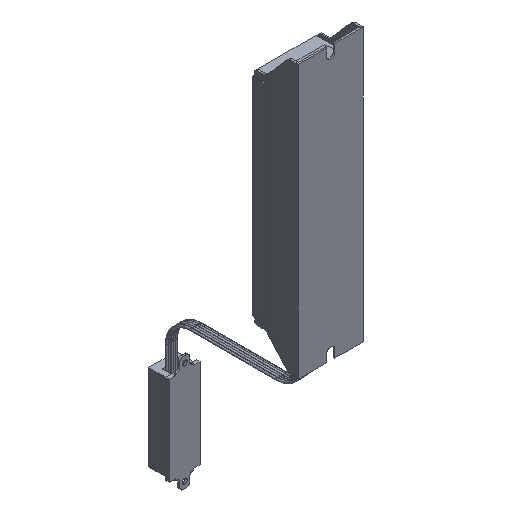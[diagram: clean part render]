
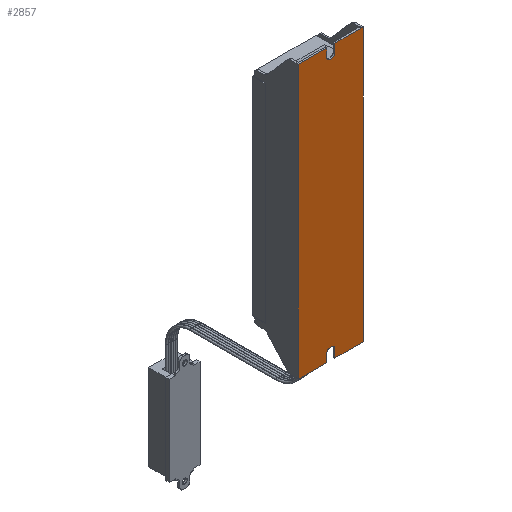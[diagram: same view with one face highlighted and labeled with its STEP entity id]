
A CAD part, isometric view. The second image highlights one B-rep face of the part: STEP entity #2857.
In plain terms, the highlighted planar face has unit normal (0, -1, 0).
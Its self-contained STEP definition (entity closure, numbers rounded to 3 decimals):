
#42 = ORIENTED_EDGE ( 'NONE', *, *, #2975, .T. ) ;
#63 = VERTEX_POINT ( 'NONE', #7767 ) ;
#70 = ORIENTED_EDGE ( 'NONE', *, *, #6963, .F. ) ;
#80 = CARTESIAN_POINT ( 'NONE',  ( 20., 0., 84. ) ) ;
#98 = VERTEX_POINT ( 'NONE', #164 ) ;
#164 = CARTESIAN_POINT ( 'NONE',  ( 20., 0., -84. ) ) ;
#209 = CARTESIAN_POINT ( 'NONE',  ( -2.5, 0., 79. ) ) ;
#246 = CARTESIAN_POINT ( 'NONE',  ( 2.5, 0., 79. ) ) ;
#259 = LINE ( 'NONE', #5757, #3879 ) ;
#267 = DIRECTION ( 'NONE',  ( 0., 1., 0. ) ) ;
#359 = EDGE_CURVE ( 'NONE', #1898, #6857, #8508, .T. ) ;
#545 = VERTEX_POINT ( 'NONE', #2762 ) ;
#642 = EDGE_CURVE ( 'NONE', #6199, #545, #3075, .T. ) ;
#670 = VERTEX_POINT ( 'NONE', #1458 ) ;
#678 = VECTOR ( 'NONE', #7145, 1000. ) ;
#728 = CARTESIAN_POINT ( 'NONE',  ( -20., 0., 84. ) ) ;
#826 = DIRECTION ( 'NONE',  ( 0., 0., 1. ) ) ;
#855 = PLANE ( 'NONE',  #8160 ) ;
#886 = VERTEX_POINT ( 'NONE', #8324 ) ;
#932 = ORIENTED_EDGE ( 'NONE', *, *, #8422, .F. ) ;
#937 = DIRECTION ( 'NONE',  ( -1., 0., 0. ) ) ;
#1038 = CARTESIAN_POINT ( 'NONE',  ( 0.5, 0., 77. ) ) ;
#1075 = CARTESIAN_POINT ( 'NONE',  ( -20., 0., 84. ) ) ;
#1151 = EDGE_CURVE ( 'NONE', #3408, #545, #1364, .T. ) ;
#1161 = DIRECTION ( 'NONE',  ( 0., 1., 0. ) ) ;
#1180 = LINE ( 'NONE', #1075, #2314 ) ;
#1230 = VERTEX_POINT ( 'NONE', #80 ) ;
#1364 = LINE ( 'NONE', #5028, #678 ) ;
#1458 = CARTESIAN_POINT ( 'NONE',  ( 2.5, 0., -79. ) ) ;
#1488 = DIRECTION ( 'NONE',  ( 0., 1., 0. ) ) ;
#1703 = EDGE_CURVE ( 'NONE', #9324, #4211, #4405, .T. ) ;
#1864 = CARTESIAN_POINT ( 'NONE',  ( 0.5, 0., -79. ) ) ;
#1898 = VERTEX_POINT ( 'NONE', #5171 ) ;
#2219 = CARTESIAN_POINT ( 'NONE',  ( 2.5, 0., -84. ) ) ;
#2256 = VECTOR ( 'NONE', #4984, 1000. ) ;
#2314 = VECTOR ( 'NONE', #8971, 1000. ) ;
#2322 = CARTESIAN_POINT ( 'NONE',  ( -0.5, 0., 79. ) ) ;
#2626 = ORIENTED_EDGE ( 'NONE', *, *, #642, .F. ) ;
#2689 = DIRECTION ( 'NONE',  ( 0., 0., -1. ) ) ;
#2762 = CARTESIAN_POINT ( 'NONE',  ( -2.5, 0., 84. ) ) ;
#2788 = ORIENTED_EDGE ( 'NONE', *, *, #6190, .F. ) ;
#2857 = ADVANCED_FACE ( 'NONE', ( #4295 ), #855, .T. ) ;
#2931 = CARTESIAN_POINT ( 'NONE',  ( -20., 0., -84. ) ) ;
#2975 = EDGE_CURVE ( 'NONE', #6857, #5201, #6207, .T. ) ;
#3016 = CARTESIAN_POINT ( 'NONE',  ( 0.5, 0., -77. ) ) ;
#3047 = VECTOR ( 'NONE', #5017, 1000. ) ;
#3067 = DIRECTION ( 'NONE',  ( 0., 0., -1. ) ) ;
#3071 = VERTEX_POINT ( 'NONE', #5231 ) ;
#3075 = LINE ( 'NONE', #728, #3527 ) ;
#3093 = CARTESIAN_POINT ( 'NONE',  ( -20., 0., -84. ) ) ;
#3182 = DIRECTION ( 'NONE',  ( 0., -1., 0. ) ) ;
#3308 = VECTOR ( 'NONE', #8749, 1000. ) ;
#3335 = EDGE_CURVE ( 'NONE', #670, #6180, #5414, .T. ) ;
#3408 = VERTEX_POINT ( 'NONE', #209 ) ;
#3527 = VECTOR ( 'NONE', #4344, 1000. ) ;
#3752 = CIRCLE ( 'NONE', #7422, 2. ) ;
#3847 = ORIENTED_EDGE ( 'NONE', *, *, #7226, .F. ) ;
#3862 = DIRECTION ( 'NONE',  ( 0., 0., 1. ) ) ;
#3879 = VECTOR ( 'NONE', #8624, 1000. ) ;
#3942 = EDGE_LOOP ( 'NONE', ( #4649, #4691, #5526, #9154, #8480, #2626, #4195, #3847, #6452, #4625, #42, #6824, #4329, #2788, #70, #932 ) ) ;
#3964 = AXIS2_PLACEMENT_3D ( 'NONE', #1864, #1161, #4042 ) ;
#3990 = VECTOR ( 'NONE', #937, 1000. ) ;
#4042 = DIRECTION ( 'NONE',  ( 0., 0., -1. ) ) ;
#4065 = EDGE_CURVE ( 'NONE', #63, #3408, #8567, .T. ) ;
#4195 = ORIENTED_EDGE ( 'NONE', *, *, #5234, .F. ) ;
#4211 = VERTEX_POINT ( 'NONE', #246 ) ;
#4295 = FACE_OUTER_BOUND ( 'NONE', #3942, .T. ) ;
#4329 = ORIENTED_EDGE ( 'NONE', *, *, #3335, .T. ) ;
#4344 = DIRECTION ( 'NONE',  ( 1., 0., 0. ) ) ;
#4405 = LINE ( 'NONE', #5014, #2256 ) ;
#4551 = VECTOR ( 'NONE', #2689, 1000. ) ;
#4618 = AXIS2_PLACEMENT_3D ( 'NONE', #7634, #5547, #7667 ) ;
#4625 = ORIENTED_EDGE ( 'NONE', *, *, #359, .T. ) ;
#4649 = ORIENTED_EDGE ( 'NONE', *, *, #1703, .T. ) ;
#4660 = DIRECTION ( 'NONE',  ( 0., 0., -1. ) ) ;
#4691 = ORIENTED_EDGE ( 'NONE', *, *, #6363, .T. ) ;
#4890 = CARTESIAN_POINT ( 'NONE',  ( 20., 0., 84. ) ) ;
#4984 = DIRECTION ( 'NONE',  ( 0., 0., -1. ) ) ;
#5014 = CARTESIAN_POINT ( 'NONE',  ( 2.5, 0., 84. ) ) ;
#5017 = DIRECTION ( 'NONE',  ( 1., 0., 0. ) ) ;
#5028 = CARTESIAN_POINT ( 'NONE',  ( -2.5, 0., 79. ) ) ;
#5052 = VERTEX_POINT ( 'NONE', #2931 ) ;
#5136 = CIRCLE ( 'NONE', #3964, 2. ) ;
#5171 = CARTESIAN_POINT ( 'NONE',  ( -2.5, 0., -79. ) ) ;
#5190 = VECTOR ( 'NONE', #3067, 1000. ) ;
#5201 = VERTEX_POINT ( 'NONE', #3016 ) ;
#5231 = CARTESIAN_POINT ( 'NONE',  ( 0.5, 0., 77. ) ) ;
#5234 = EDGE_CURVE ( 'NONE', #5052, #6199, #1180, .T. ) ;
#5278 = CARTESIAN_POINT ( 'NONE',  ( 0.5, 0., 79. ) ) ;
#5414 = LINE ( 'NONE', #2219, #5190 ) ;
#5474 = LINE ( 'NONE', #9067, #7867 ) ;
#5526 = ORIENTED_EDGE ( 'NONE', *, *, #6724, .T. ) ;
#5547 = DIRECTION ( 'NONE',  ( 0., 1., 0. ) ) ;
#5757 = CARTESIAN_POINT ( 'NONE',  ( -20., 0., -84. ) ) ;
#5926 = LINE ( 'NONE', #1038, #3990 ) ;
#6017 = LINE ( 'NONE', #3093, #3308 ) ;
#6138 = CARTESIAN_POINT ( 'NONE',  ( -2.5, 0., -79. ) ) ;
#6180 = VERTEX_POINT ( 'NONE', #7239 ) ;
#6190 = EDGE_CURVE ( 'NONE', #98, #6180, #259, .T. ) ;
#6199 = VERTEX_POINT ( 'NONE', #7139 ) ;
#6207 = LINE ( 'NONE', #7937, #3047 ) ;
#6363 = EDGE_CURVE ( 'NONE', #4211, #3071, #3752, .T. ) ;
#6452 = ORIENTED_EDGE ( 'NONE', *, *, #8264, .T. ) ;
#6534 = AXIS2_PLACEMENT_3D ( 'NONE', #2322, #1488, #826 ) ;
#6646 = CARTESIAN_POINT ( 'NONE',  ( 0., 0., 0. ) ) ;
#6724 = EDGE_CURVE ( 'NONE', #3071, #63, #5926, .T. ) ;
#6824 = ORIENTED_EDGE ( 'NONE', *, *, #6835, .T. ) ;
#6835 = EDGE_CURVE ( 'NONE', #5201, #670, #5136, .T. ) ;
#6857 = VERTEX_POINT ( 'NONE', #9150 ) ;
#6963 = EDGE_CURVE ( 'NONE', #1230, #98, #7956, .T. ) ;
#6998 = DIRECTION ( 'NONE',  ( 1., 0., 0. ) ) ;
#7139 = CARTESIAN_POINT ( 'NONE',  ( -20., 0., 84. ) ) ;
#7145 = DIRECTION ( 'NONE',  ( 0., 0., 1. ) ) ;
#7226 = EDGE_CURVE ( 'NONE', #886, #5052, #6017, .T. ) ;
#7239 = CARTESIAN_POINT ( 'NONE',  ( 2.5, 0., -84. ) ) ;
#7422 = AXIS2_PLACEMENT_3D ( 'NONE', #5278, #267, #7485 ) ;
#7485 = DIRECTION ( 'NONE',  ( 0., 0., 1. ) ) ;
#7634 = CARTESIAN_POINT ( 'NONE',  ( -0.5, 0., -79. ) ) ;
#7667 = DIRECTION ( 'NONE',  ( 0., 0., -1. ) ) ;
#7767 = CARTESIAN_POINT ( 'NONE',  ( -0.5, 0., 77. ) ) ;
#7867 = VECTOR ( 'NONE', #6998, 1000. ) ;
#7937 = CARTESIAN_POINT ( 'NONE',  ( 0.5, 0., -77. ) ) ;
#7956 = LINE ( 'NONE', #4890, #4551 ) ;
#8160 = AXIS2_PLACEMENT_3D ( 'NONE', #6646, #3182, #4660 ) ;
#8201 = VECTOR ( 'NONE', #3862, 1000. ) ;
#8264 = EDGE_CURVE ( 'NONE', #886, #1898, #8649, .T. ) ;
#8324 = CARTESIAN_POINT ( 'NONE',  ( -2.5, 0., -84. ) ) ;
#8422 = EDGE_CURVE ( 'NONE', #9324, #1230, #5474, .T. ) ;
#8480 = ORIENTED_EDGE ( 'NONE', *, *, #1151, .T. ) ;
#8508 = CIRCLE ( 'NONE', #4618, 2. ) ;
#8567 = CIRCLE ( 'NONE', #6534, 2. ) ;
#8624 = DIRECTION ( 'NONE',  ( -1., 0., 0. ) ) ;
#8649 = LINE ( 'NONE', #6138, #8201 ) ;
#8749 = DIRECTION ( 'NONE',  ( -1., 0., 0. ) ) ;
#8945 = CARTESIAN_POINT ( 'NONE',  ( 2.5, 0., 84. ) ) ;
#8971 = DIRECTION ( 'NONE',  ( 0., 0., 1. ) ) ;
#9067 = CARTESIAN_POINT ( 'NONE',  ( -20., 0., 84. ) ) ;
#9150 = CARTESIAN_POINT ( 'NONE',  ( -0.5, 0., -77. ) ) ;
#9154 = ORIENTED_EDGE ( 'NONE', *, *, #4065, .T. ) ;
#9324 = VERTEX_POINT ( 'NONE', #8945 ) ;
